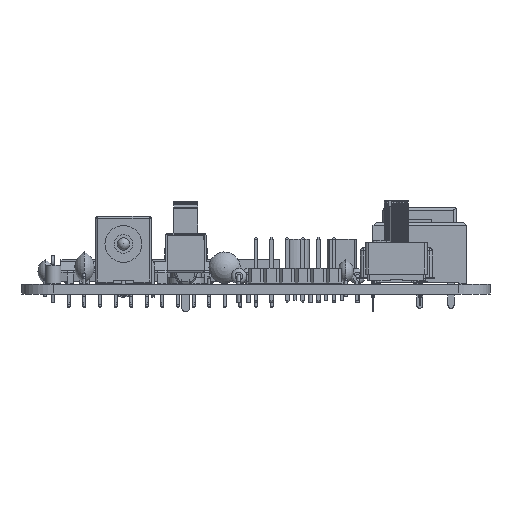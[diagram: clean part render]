
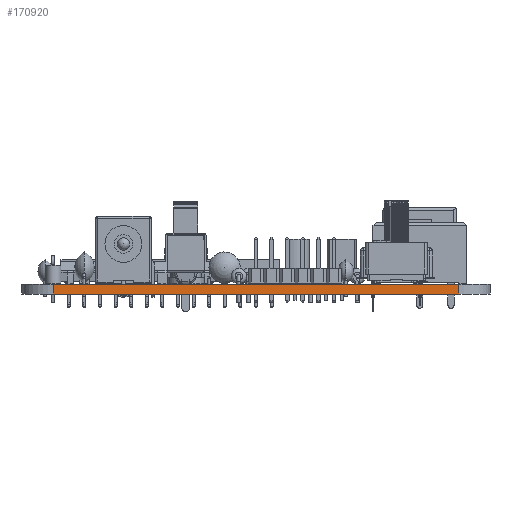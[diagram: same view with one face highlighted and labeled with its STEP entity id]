
A CAD part, left-side view. The second image highlights one B-rep face of the part: STEP entity #170920.
In plain terms, the highlighted planar face has unit normal (-1, 0, 0).
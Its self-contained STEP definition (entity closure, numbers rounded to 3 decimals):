
#159746 = CYLINDRICAL_SURFACE('',#159747,5.08);
#159747 = AXIS2_PLACEMENT_3D('',#159748,#159749,#159750);
#159748 = CARTESIAN_POINT('',(5.08,5.08,0.));
#159749 = DIRECTION('',(-0.,-0.,-1.));
#159750 = DIRECTION('',(1.,0.,-0.));
#159774 = PLANE('',#159775);
#159775 = AXIS2_PLACEMENT_3D('',#159776,#159777,#159778);
#159776 = CARTESIAN_POINT('',(50.8,38.1,1.6));
#159777 = DIRECTION('',(0.,0.,1.));
#159778 = DIRECTION('',(1.,0.,-0.));
#159828 = PLANE('',#159829);
#159829 = AXIS2_PLACEMENT_3D('',#159830,#159831,#159832);
#159830 = CARTESIAN_POINT('',(50.8,38.1,0.));
#159831 = DIRECTION('',(0.,0.,1.));
#159832 = DIRECTION('',(1.,0.,-0.));
#159843 = EDGE_CURVE('',#159844,#159846,#159848,.T.);
#159844 = VERTEX_POINT('',#159845);
#159845 = CARTESIAN_POINT('',(0.,5.08,0.));
#159846 = VERTEX_POINT('',#159847);
#159847 = CARTESIAN_POINT('',(0.,5.08,1.6));
#159848 = SURFACE_CURVE('',#159849,(#159853,#159860),.PCURVE_S1.);
#159849 = LINE('',#159850,#159851);
#159850 = CARTESIAN_POINT('',(0.,5.08,0.));
#159851 = VECTOR('',#159852,1.);
#159852 = DIRECTION('',(0.,0.,1.));
#159853 = PCURVE('',#159746,#159854);
#159854 = DEFINITIONAL_REPRESENTATION('',(#159855),#159859);
#159855 = LINE('',#159856,#159857);
#159856 = CARTESIAN_POINT('',(-3.142,0.));
#159857 = VECTOR('',#159858,1.);
#159858 = DIRECTION('',(-0.,-1.));
#159859 = ( GEOMETRIC_REPRESENTATION_CONTEXT(2) 
PARAMETRIC_REPRESENTATION_CONTEXT() REPRESENTATION_CONTEXT('2D SPACE',''
  ) );
#159860 = PCURVE('',#159861,#159866);
#159861 = PLANE('',#159862);
#159862 = AXIS2_PLACEMENT_3D('',#159863,#159864,#159865);
#159863 = CARTESIAN_POINT('',(0.,71.12,0.));
#159864 = DIRECTION('',(1.,0.,-0.));
#159865 = DIRECTION('',(0.,-1.,0.));
#159866 = DEFINITIONAL_REPRESENTATION('',(#159867),#159871);
#159867 = LINE('',#159868,#159869);
#159868 = CARTESIAN_POINT('',(66.04,0.));
#159869 = VECTOR('',#159870,1.);
#159870 = DIRECTION('',(0.,-1.));
#159871 = ( GEOMETRIC_REPRESENTATION_CONTEXT(2) 
PARAMETRIC_REPRESENTATION_CONTEXT() REPRESENTATION_CONTEXT('2D SPACE',''
  ) );
#160082 = VERTEX_POINT('',#160083);
#160083 = CARTESIAN_POINT('',(0.,71.12,0.));
#160098 = CYLINDRICAL_SURFACE('',#160099,5.08);
#160099 = AXIS2_PLACEMENT_3D('',#160100,#160101,#160102);
#160100 = CARTESIAN_POINT('',(5.08,71.12,0.));
#160101 = DIRECTION('',(-0.,-0.,-1.));
#160102 = DIRECTION('',(1.,0.,-0.));
#160110 = EDGE_CURVE('',#160082,#159844,#160111,.T.);
#160111 = SURFACE_CURVE('',#160112,(#160116,#160123),.PCURVE_S1.);
#160112 = LINE('',#160113,#160114);
#160113 = CARTESIAN_POINT('',(0.,71.12,0.));
#160114 = VECTOR('',#160115,1.);
#160115 = DIRECTION('',(0.,-1.,0.));
#160116 = PCURVE('',#159828,#160117);
#160117 = DEFINITIONAL_REPRESENTATION('',(#160118),#160122);
#160118 = LINE('',#160119,#160120);
#160119 = CARTESIAN_POINT('',(-50.8,33.02));
#160120 = VECTOR('',#160121,1.);
#160121 = DIRECTION('',(0.,-1.));
#160122 = ( GEOMETRIC_REPRESENTATION_CONTEXT(2) 
PARAMETRIC_REPRESENTATION_CONTEXT() REPRESENTATION_CONTEXT('2D SPACE',''
  ) );
#160123 = PCURVE('',#159861,#160124);
#160124 = DEFINITIONAL_REPRESENTATION('',(#160125),#160129);
#160125 = LINE('',#160126,#160127);
#160126 = CARTESIAN_POINT('',(0.,0.));
#160127 = VECTOR('',#160128,1.);
#160128 = DIRECTION('',(1.,0.));
#160129 = ( GEOMETRIC_REPRESENTATION_CONTEXT(2) 
PARAMETRIC_REPRESENTATION_CONTEXT() REPRESENTATION_CONTEXT('2D SPACE',''
  ) );
#166012 = VERTEX_POINT('',#166013);
#166013 = CARTESIAN_POINT('',(0.,71.12,1.6));
#166035 = EDGE_CURVE('',#166012,#159846,#166036,.T.);
#166036 = SURFACE_CURVE('',#166037,(#166041,#166048),.PCURVE_S1.);
#166037 = LINE('',#166038,#166039);
#166038 = CARTESIAN_POINT('',(0.,71.12,1.6));
#166039 = VECTOR('',#166040,1.);
#166040 = DIRECTION('',(0.,-1.,0.));
#166041 = PCURVE('',#159774,#166042);
#166042 = DEFINITIONAL_REPRESENTATION('',(#166043),#166047);
#166043 = LINE('',#166044,#166045);
#166044 = CARTESIAN_POINT('',(-50.8,33.02));
#166045 = VECTOR('',#166046,1.);
#166046 = DIRECTION('',(0.,-1.));
#166047 = ( GEOMETRIC_REPRESENTATION_CONTEXT(2) 
PARAMETRIC_REPRESENTATION_CONTEXT() REPRESENTATION_CONTEXT('2D SPACE',''
  ) );
#166048 = PCURVE('',#159861,#166049);
#166049 = DEFINITIONAL_REPRESENTATION('',(#166050),#166054);
#166050 = LINE('',#166051,#166052);
#166051 = CARTESIAN_POINT('',(0.,-1.6));
#166052 = VECTOR('',#166053,1.);
#166053 = DIRECTION('',(1.,0.));
#166054 = ( GEOMETRIC_REPRESENTATION_CONTEXT(2) 
PARAMETRIC_REPRESENTATION_CONTEXT() REPRESENTATION_CONTEXT('2D SPACE',''
  ) );
#170920 = ADVANCED_FACE('',(#170921),#159861,.F.);
#170921 = FACE_BOUND('',#170922,.F.);
#170922 = EDGE_LOOP('',(#170923,#170944,#170945,#170946));
#170923 = ORIENTED_EDGE('',*,*,#170924,.T.);
#170924 = EDGE_CURVE('',#160082,#166012,#170925,.T.);
#170925 = SURFACE_CURVE('',#170926,(#170930,#170937),.PCURVE_S1.);
#170926 = LINE('',#170927,#170928);
#170927 = CARTESIAN_POINT('',(0.,71.12,0.));
#170928 = VECTOR('',#170929,1.);
#170929 = DIRECTION('',(0.,0.,1.));
#170930 = PCURVE('',#159861,#170931);
#170931 = DEFINITIONAL_REPRESENTATION('',(#170932),#170936);
#170932 = LINE('',#170933,#170934);
#170933 = CARTESIAN_POINT('',(0.,0.));
#170934 = VECTOR('',#170935,1.);
#170935 = DIRECTION('',(0.,-1.));
#170936 = ( GEOMETRIC_REPRESENTATION_CONTEXT(2) 
PARAMETRIC_REPRESENTATION_CONTEXT() REPRESENTATION_CONTEXT('2D SPACE',''
  ) );
#170937 = PCURVE('',#160098,#170938);
#170938 = DEFINITIONAL_REPRESENTATION('',(#170939),#170943);
#170939 = LINE('',#170940,#170941);
#170940 = CARTESIAN_POINT('',(-3.142,0.));
#170941 = VECTOR('',#170942,1.);
#170942 = DIRECTION('',(-0.,-1.));
#170943 = ( GEOMETRIC_REPRESENTATION_CONTEXT(2) 
PARAMETRIC_REPRESENTATION_CONTEXT() REPRESENTATION_CONTEXT('2D SPACE',''
  ) );
#170944 = ORIENTED_EDGE('',*,*,#166035,.T.);
#170945 = ORIENTED_EDGE('',*,*,#159843,.F.);
#170946 = ORIENTED_EDGE('',*,*,#160110,.F.);
